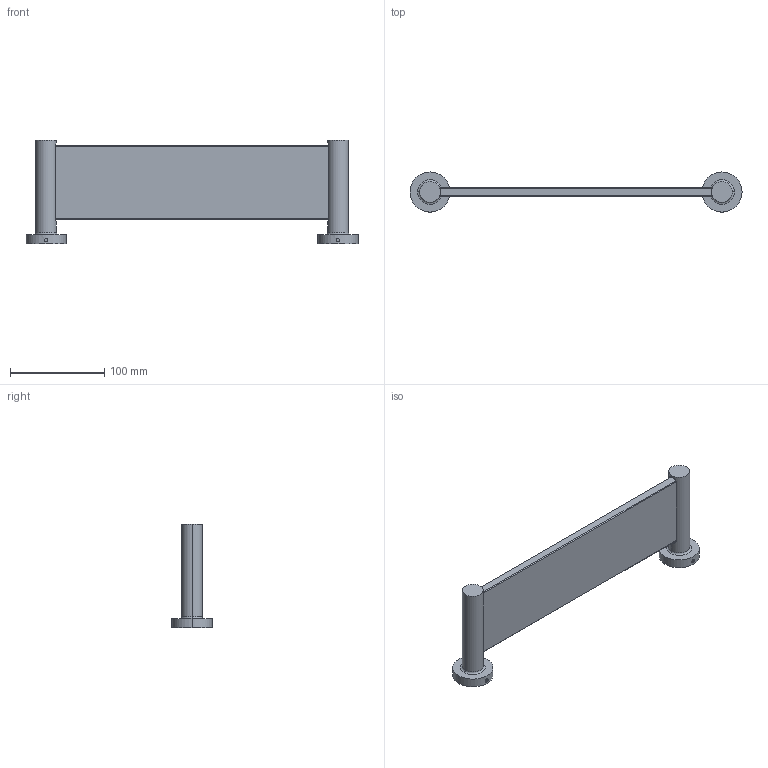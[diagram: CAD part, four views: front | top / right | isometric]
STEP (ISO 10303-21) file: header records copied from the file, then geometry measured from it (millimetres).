
FILE_DESCRIPTION (( 'STEP AP214' ), '1' );
FILE_NAME ('SUSSEX_SCALA_SSHE_shower_shelf_shell.STEP', '2021-05-13T00:13:41', ( '' ), ( '' ), 'SwSTEP 2.0', 'SolidWorks 2020', '' );
FILE_SCHEMA (( 'AUTOMOTIVE_DESIGN' ));
Length unit declared in the file: millimetre
Products named in the file (1): SUSSEX_SCALA_SSHE_shower_shelf_shell
Bounding box: 351.5 x 42.5 x 110 mm (x, y, z)
Volume: 299750.4 mm3; surface area: 81288.5 mm2
Topology: 3 solids, 3 shells, 130 faces, 301 edges, 188 vertices
Faces by surface type: plane 70, cylinder 44, cone 8, torus 4, bspline 4
Entity records: 6027 total; most frequent: CARTESIAN_POINT 1894, ORIENTED_EDGE 602, DIRECTION 541, EDGE_CURVE 301, VERTEX_POINT 188, AXIS2_PLACEMENT_3D 181, VECTOR 179, LINE 179
